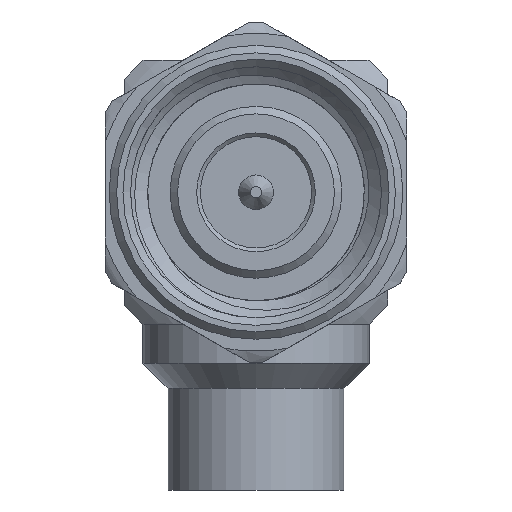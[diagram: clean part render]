
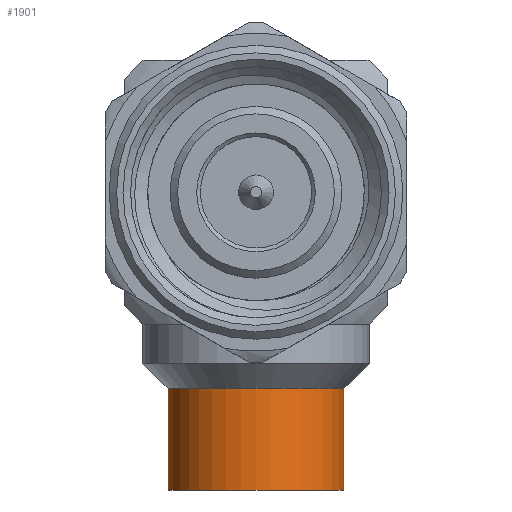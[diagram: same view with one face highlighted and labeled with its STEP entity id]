
A CAD part, left-side view. The second image highlights one B-rep face of the part: STEP entity #1901.
In plain terms, the highlighted cylindrical face has radius 2.335 mm (diameter 4.67 mm), a full revolution.
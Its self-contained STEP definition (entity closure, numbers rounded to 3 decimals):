
#577=ORIENTED_EDGE('',*,*,#1021,.T.);
#578=ORIENTED_EDGE('',*,*,#1020,.F.);
#1020=EDGE_CURVE('',#1260,#1260,#1401,.T.);
#1021=EDGE_CURVE('',#1261,#1261,#1402,.T.);
#1260=VERTEX_POINT('',#4516);
#1261=VERTEX_POINT('',#4519);
#1401=CIRCLE('',#2063,2.335);
#1402=CIRCLE('',#2065,2.335);
#1512=EDGE_LOOP('',(#577));
#1513=EDGE_LOOP('',(#578));
#1693=FACE_BOUND('',#1512,.T.);
#1694=FACE_BOUND('',#1513,.T.);
#1838=CYLINDRICAL_SURFACE('',#2064,2.335);
#1901=ADVANCED_FACE('',(#1693,#1694),#1838,.T.);
#2063=AXIS2_PLACEMENT_3D('',#4515,#2341,#2342);
#2064=AXIS2_PLACEMENT_3D('',#4517,#2343,#2344);
#2065=AXIS2_PLACEMENT_3D('',#4518,#2345,#2346);
#2341=DIRECTION('',(0.,0.,-1.));
#2342=DIRECTION('',(1.,0.,0.));
#2343=DIRECTION('',(0.,0.,1.));
#2344=DIRECTION('',(1.,0.,0.));
#2345=DIRECTION('',(0.,0.,-1.));
#2346=DIRECTION('',(-1.,0.,0.));
#4515=CARTESIAN_POINT('',(0.,0.,-4.4));
#4516=CARTESIAN_POINT('',(2.335,0.,-4.4));
#4517=CARTESIAN_POINT('',(0.,0.,-4.4));
#4518=CARTESIAN_POINT('',(0.,0.,-1.7));
#4519=CARTESIAN_POINT('',(-2.335,0.,-1.7));
